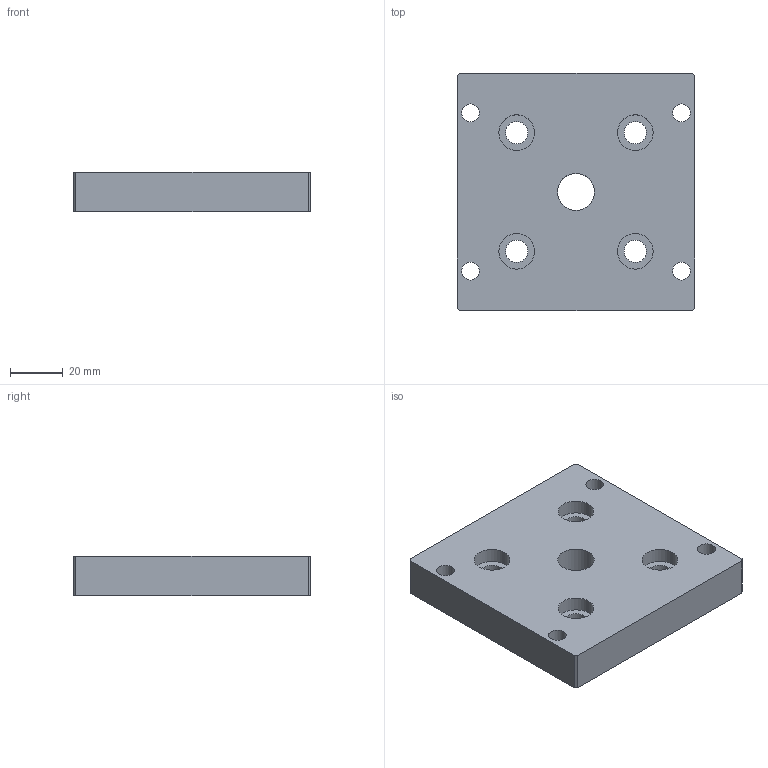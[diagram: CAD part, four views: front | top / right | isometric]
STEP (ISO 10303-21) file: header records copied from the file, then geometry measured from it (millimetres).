
FILE_DESCRIPTION(/* description */ ('PIASTRA FISS. PIEDI E RUOTE M16 90X90'),/* implementation_level */ '2;1');
FILE_NAME(/* name */ 'DPSXX0000550.stp',/* time_stamp */ '2018-11-05T17:26:36+01:00',/* author */ ('fzagni'),/* organization */ (''),/* preprocessor_version */ 'ST-DEVELOPER v16.1',/* originating_system */ 'Autodesk Inventor 2016',/* authorisation */ '');
FILE_SCHEMA (('AUTOMOTIVE_DESIGN { 1 0 10303 214 3 1 1 }'));
Length unit declared in the file: millimetre
Products named in the file (1): DPSXX0000550 (31.101.00A)
Bounding box: 90 x 90 x 15 mm (x, y, z)
Volume: 111708.5 mm3; surface area: 24392.6 mm2
Topology: 1 solids, 1 shells, 27 faces, 63 edges, 42 vertices
Faces by surface type: plane 14, cylinder 13
Full cylindrical faces by diameter (mm): 6.75 x4, 8.5 x4, 13.5 x4, 14 x1
Entity records: 778 total; most frequent: DIRECTION 132, CARTESIAN_POINT 120, ORIENTED_EDGE 100, EDGE_LOOP 62, AXIS2_PLACEMENT_3D 54, EDGE_CURVE 50, VERTEX_POINT 42, FACE_BOUND 35
